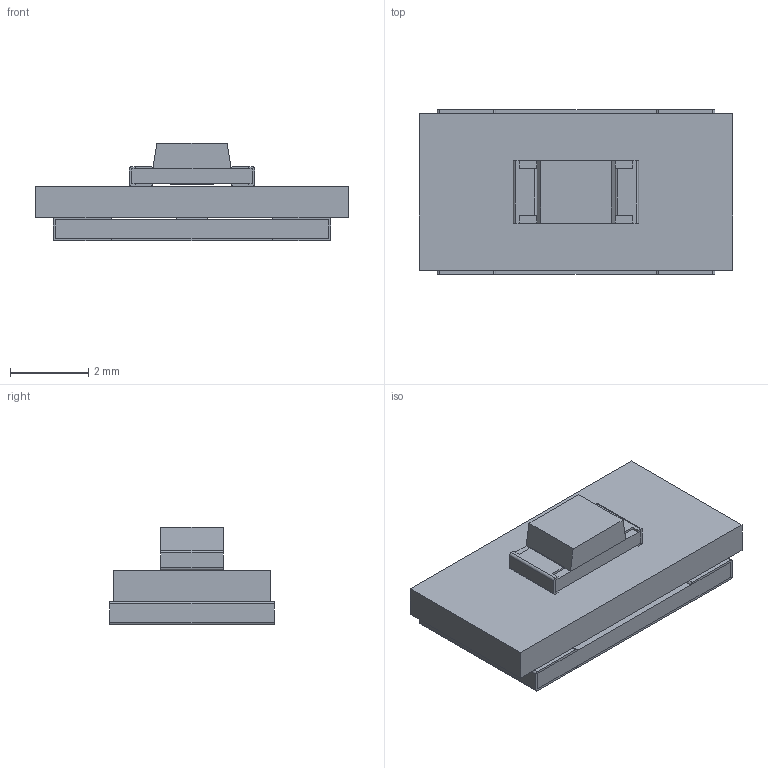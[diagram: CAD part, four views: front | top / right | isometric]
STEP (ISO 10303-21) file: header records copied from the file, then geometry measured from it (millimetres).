
FILE_DESCRIPTION(('FreeCAD Model'),'2;1');
FILE_NAME('Open CASCADE Shape Model','2024-02-11T07:36:10',(''),(''), 'Open CASCADE STEP processor 7.6','FreeCAD','Unknown');
FILE_SCHEMA(('AUTOMOTIVE_DESIGN { 1 0 10303 214 1 1 1 1 }'));
Length unit declared in the file: millimetre
Products named in the file (13): FlowLight; Local_CS_bffd; Board_Geoms_bffd; Pcb_bffd; PCB_Sketch_bffd; Step_Models_bffd; Top_bffd; D1_LED_1206_3216Metric_4e3c16dcd79f; Bot_bffd; R1_R_0603_1608Metric_49bde42c65aa; R2_R_2816_7142Metric_79183b92b078
Assembly tree (19 placements, depth 5):
  FlowLight
    FlowLight
      Local_CS_bffd
      Board_Geoms_bffd
        Pcb_bffd
        PCB_Sketch_bffd
      Step_Models_bffd
        Top_bffd
          D1_LED_1206_3216Metric_4e3c16dcd79f
        Bot_bffd
          R1_R_0603_1608Metric_49bde42c65aa
          R2_R_2816_7142Metric_79183b92b078
    Local_CS_bffd
    Board_Geoms_bffd
      Pcb_bffd
      PCB_Sketch_bffd
    Step_Models_bffd
      Top_bffd
        D1_LED_1206_3216Metric_4e3c16dcd79f
      Bot_bffd
        R1_R_0603_1608Metric_49bde42c65aa
        R2_R_2816_7142Metric_79183b92b078
    Pcb_bffd
    PCB_Sketch_bffd
    Top_bffd
      D1_LED_1206_3216Metric_4e3c16dcd79f
    Bot_bffd
      R1_R_0603_1608Metric_49bde42c65aa
      R2_R_2816_7142Metric_79183b92b078
    D1_LED_1206_3216Metric_4e3c16dcd79f
Bounding box: 8 x 4.2 x 2.5 mm (x, y, z)
Surface area: 560.1 mm2
Topology: 13 solids, 13 shells, 374 faces, 988 edges, 656 vertices
Faces by surface type: plane 294, cylinder 80
Entity records: 4356 total; most frequent: CARTESIAN_POINT 603, DIRECTION 589, ORIENTED_EDGE 562, EDGE_CURVE 281, LINE 237, VECTOR 237, VERTEX_POINT 182, AXIS2_PLACEMENT_3D 176
